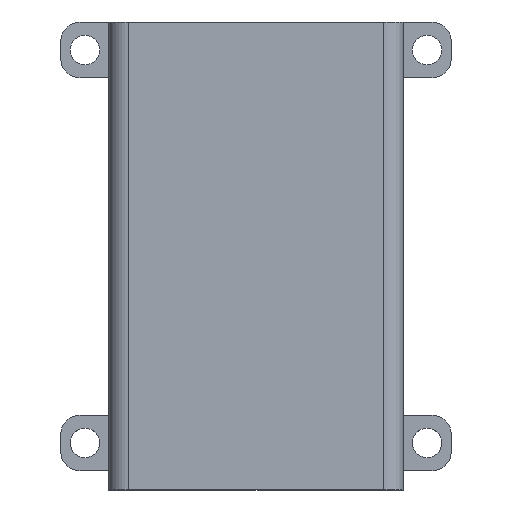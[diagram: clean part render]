
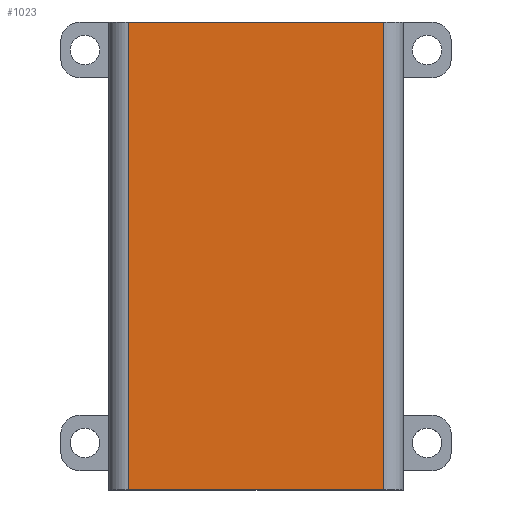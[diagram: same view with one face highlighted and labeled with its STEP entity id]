
A CAD part, top view. The second image highlights one B-rep face of the part: STEP entity #1023.
In plain terms, the highlighted planar face has unit normal (0, 0, 1).
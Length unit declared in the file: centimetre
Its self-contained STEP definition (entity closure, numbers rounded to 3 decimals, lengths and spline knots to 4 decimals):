
#206 = CARTESIAN_POINT ( 'NONE',  ( -1.325, 4.65, 1.075 ) ) ;
#209 = CARTESIAN_POINT ( 'NONE',  ( -1.325, 4.65, 1.075 ) ) ;
#220 = DIRECTION ( 'NONE',  ( 0., 1., 0. ) ) ;
#221 = LINE ( 'NONE', #590, #2312 ) ;
#263 = DIRECTION ( 'NONE',  ( -1., 0., 0. ) ) ;
#274 = AXIS2_PLACEMENT_3D ( 'NONE', #405, #1964, #263 ) ;
#396 = EDGE_CURVE ( 'NONE', #1443, #1372, #1821, .T. ) ;
#405 = CARTESIAN_POINT ( 'NONE',  ( -1.525, 4.65, 1.075 ) ) ;
#441 = ORIENTED_EDGE ( 'NONE', *, *, #1827, .T. ) ;
#448 = LINE ( 'NONE', #1738, #1521 ) ;
#483 = ORIENTED_EDGE ( 'NONE', *, *, #396, .F. ) ;
#486 = VERTEX_POINT ( 'NONE', #206 ) ;
#590 = CARTESIAN_POINT ( 'NONE',  ( -1.525, 4.65, 1.075 ) ) ;
#612 = CARTESIAN_POINT ( 'NONE',  ( 1.325, 4.65, 1.075 ) ) ;
#641 = EDGE_CURVE ( 'NONE', #486, #1824, #221, .T. ) ;
#771 = DIRECTION ( 'NONE',  ( 1., 0., 0. ) ) ;
#780 = CARTESIAN_POINT ( 'NONE',  ( 1.325, -0.2, 1.075 ) ) ;
#814 = DIRECTION ( 'NONE',  ( 0., -1., 0. ) ) ;
#957 = VECTOR ( 'NONE', #1627, 100. ) ;
#999 = VECTOR ( 'NONE', #814, 100. ) ;
#1023 = ADVANCED_FACE ( 'NONE', ( #1985 ), #1196, .F. ) ;
#1170 = LINE ( 'NONE', #209, #999 ) ;
#1183 = CARTESIAN_POINT ( 'NONE',  ( -1.325, -0.2, 1.075 ) ) ;
#1196 = PLANE ( 'NONE',  #274 ) ;
#1235 = ORIENTED_EDGE ( 'NONE', *, *, #641, .F. ) ;
#1372 = VERTEX_POINT ( 'NONE', #1183 ) ;
#1415 = EDGE_CURVE ( 'NONE', #1443, #1824, #448, .T. ) ;
#1443 = VERTEX_POINT ( 'NONE', #780 ) ;
#1521 = VECTOR ( 'NONE', #220, 100. ) ;
#1627 = DIRECTION ( 'NONE',  ( -1., 0., 0. ) ) ;
#1738 = CARTESIAN_POINT ( 'NONE',  ( 1.325, 4.65, 1.075 ) ) ;
#1821 = LINE ( 'NONE', #2376, #957 ) ;
#1824 = VERTEX_POINT ( 'NONE', #612 ) ;
#1827 = EDGE_CURVE ( 'NONE', #486, #1372, #1170, .T. ) ;
#1964 = DIRECTION ( 'NONE',  ( 0., 0., -1. ) ) ;
#1985 = FACE_OUTER_BOUND ( 'NONE', #2262, .T. ) ;
#2262 = EDGE_LOOP ( 'NONE', ( #1235, #441, #483, #2421 ) ) ;
#2312 = VECTOR ( 'NONE', #771, 100. ) ;
#2376 = CARTESIAN_POINT ( 'NONE',  ( 1.325, -0.2, 1.075 ) ) ;
#2421 = ORIENTED_EDGE ( 'NONE', *, *, #1415, .T. ) ;
